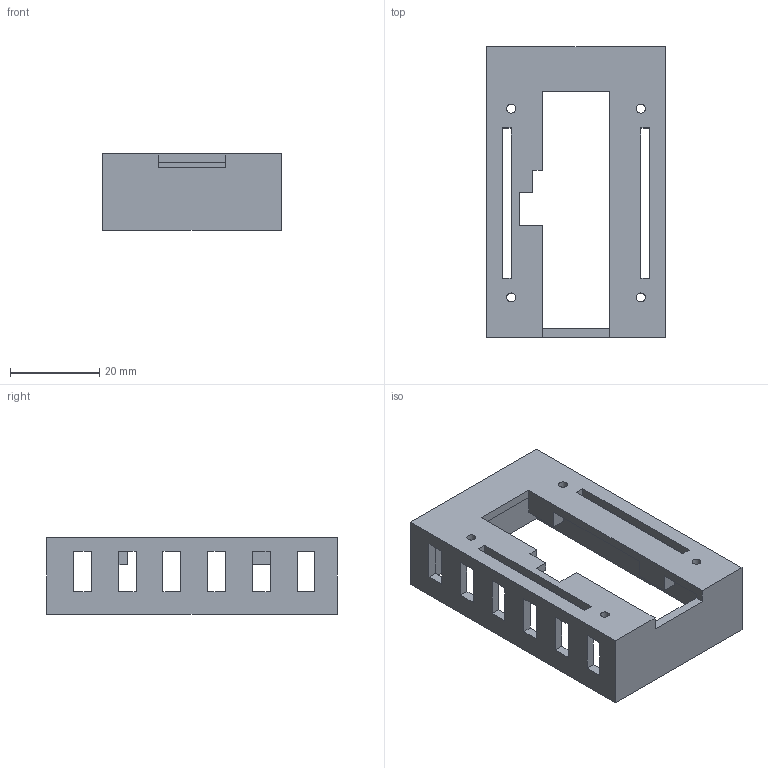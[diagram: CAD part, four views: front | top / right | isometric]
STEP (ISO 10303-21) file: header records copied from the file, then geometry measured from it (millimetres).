
FILE_DESCRIPTION(/* description */ (''),/* implementation_level */ '2;1');
FILE_NAME(/* name */ 'Base Mount.step',/* time_stamp */ '2025-07-04T12:50:45+02:00',/* author */ (''),/* organization */ (''),/* preprocessor_version */ 'ST-DEVELOPER v20.1',/* originating_system */ 'Autodesk Translation Framework v14.10.0.0',/* authorisation */ '');
FILE_SCHEMA (('AUTOMOTIVE_DESIGN { 1 0 10303 214 3 1 1 }'));
Length unit declared in the file: millimetre
Products named in the file (1): Base Mount
Bounding box: 40 x 65 x 17 mm (x, y, z)
Volume: 8706.1 mm3; surface area: 10357.9 mm2
Topology: 1 solids, 1 shells, 97 faces, 286 edges, 190 vertices
Faces by surface type: plane 93, cylinder 4
Full cylindrical faces by diameter (mm): 2 x4
Entity records: 3281 total; most frequent: CARTESIAN_POINT 574, ORIENTED_EDGE 572, DIRECTION 490, EDGE_CURVE 286, LINE 278, VECTOR 278, VERTEX_POINT 190, EDGE_LOOP 134
